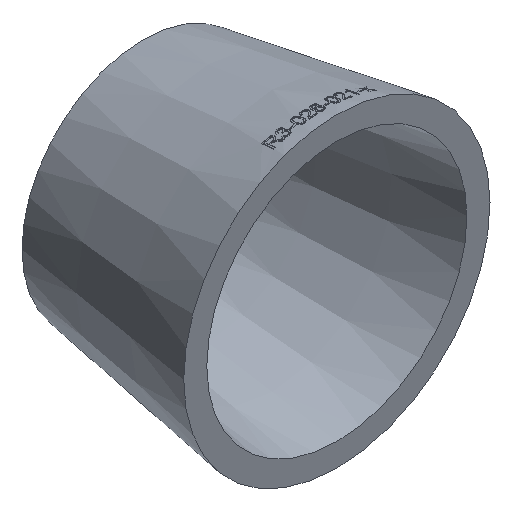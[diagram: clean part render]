
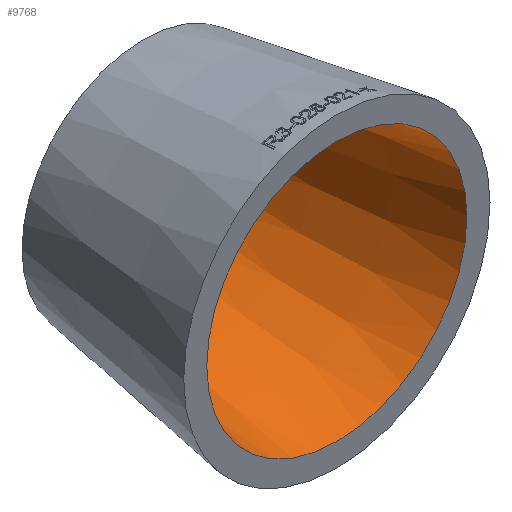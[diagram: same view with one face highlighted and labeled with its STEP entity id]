
A CAD part, isometric view. The second image highlights one B-rep face of the part: STEP entity #9768.
In plain terms, the highlighted conical face has half-angle 9.353 degrees and reference radius 11.423 mm.
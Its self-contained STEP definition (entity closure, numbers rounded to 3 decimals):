
#651 = EDGE_LOOP ( 'NONE', ( #7256 ) ) ;
#1410 = DIRECTION ( 'NONE',  ( 0., -1., 0. ) ) ;
#1731 = CARTESIAN_POINT ( 'NONE',  ( 0., 17., -8.623 ) ) ;
#2203 = CIRCLE ( 'NONE', #12364, 11.423 ) ;
#2526 = FACE_BOUND ( 'NONE', #651, .T. ) ;
#2668 = AXIS2_PLACEMENT_3D ( 'NONE', #13042, #5582, #6875 ) ;
#3485 = DIRECTION ( 'NONE',  ( 0., -1., 0. ) ) ;
#4582 = CARTESIAN_POINT ( 'NONE',  ( 0., 0., 0. ) ) ;
#4619 = EDGE_CURVE ( 'NONE', #7241, #7241, #2203, .T. ) ;
#4825 = AXIS2_PLACEMENT_3D ( 'NONE', #8907, #3485, #11907 ) ;
#5063 = CARTESIAN_POINT ( 'NONE',  ( 0., 0., -11.423 ) ) ;
#5582 = DIRECTION ( 'NONE',  ( 0., -1., 0. ) ) ;
#5619 = DIRECTION ( 'NONE',  ( 0., 0., -1. ) ) ;
#5950 = EDGE_LOOP ( 'NONE', ( #11197 ) ) ;
#6875 = DIRECTION ( 'NONE',  ( 0., 0., -1. ) ) ;
#7241 = VERTEX_POINT ( 'NONE', #5063 ) ;
#7256 = ORIENTED_EDGE ( 'NONE', *, *, #7313, .F. ) ;
#7313 = EDGE_CURVE ( 'NONE', #8153, #8153, #7970, .T. ) ;
#7970 = CIRCLE ( 'NONE', #2668, 8.623 ) ;
#8153 = VERTEX_POINT ( 'NONE', #1731 ) ;
#8907 = CARTESIAN_POINT ( 'NONE',  ( 0., 0., 0. ) ) ;
#9768 = ADVANCED_FACE ( 'NONE', ( #2526, #12957 ), #12958, .F. ) ;
#11197 = ORIENTED_EDGE ( 'NONE', *, *, #4619, .T. ) ;
#11907 = DIRECTION ( 'NONE',  ( 0., 0., -1. ) ) ;
#12364 = AXIS2_PLACEMENT_3D ( 'NONE', #4582, #1410, #5619 ) ;
#12957 = FACE_OUTER_BOUND ( 'NONE', #5950, .T. ) ;
#12958 = CONICAL_SURFACE ( 'NONE', #4825, 11.423, 0.163 ) ;
#13042 = CARTESIAN_POINT ( 'NONE',  ( 0., 17., 0. ) ) ;
